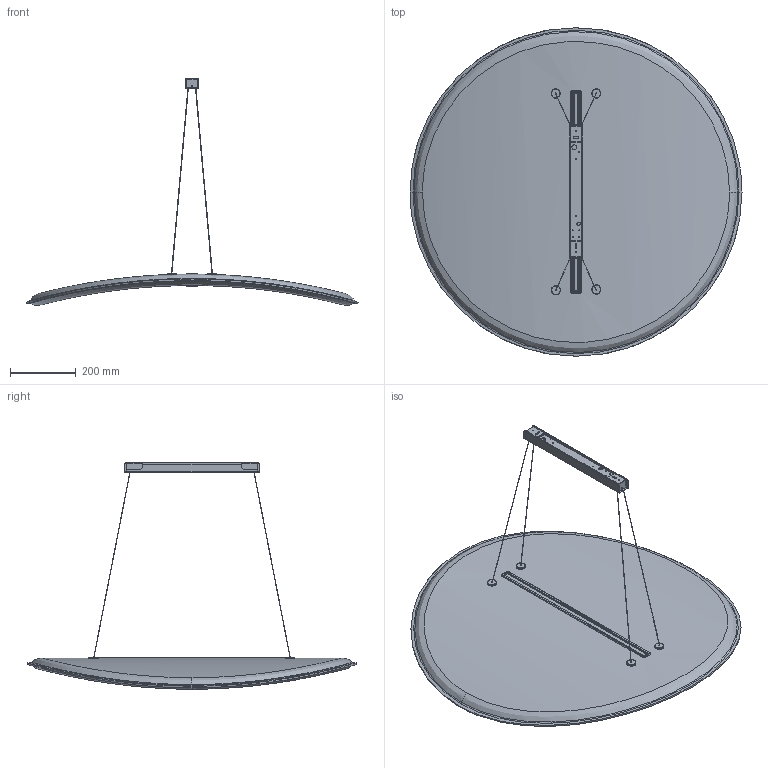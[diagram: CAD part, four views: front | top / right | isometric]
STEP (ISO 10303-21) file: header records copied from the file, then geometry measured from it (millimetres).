
FILE_DESCRIPTION(/* description */ ('Unknown'),/* implementation_level */ '2;1');
FILE_NAME(/* name */ '8901',/* time_stamp */ '2019-06-10T13:59:24+02:00',/* author */ ('Unknown'),/* organization */ ('Unknown'),/* preprocessor_version */ 'ST-DEVELOPER v16.7',/* originating_system */ 'DEX',/* authorisation */ $);
FILE_SCHEMA (('AUTOMOTIVE_DESIGN {1 0 10303 214 3 1 1}'));
Length unit declared in the file: millimetre
Products named in the file (12): 8901-8904-8907; 091000003210; 156000282130; 061000298130; 156000283130; 067000085352; 064000218358_L604,5; 153000248999_oa_0; 153000248999_1; 151001458130; CAVOACCIAIO; R3956-1
Assembly tree (20 placements, depth 3):
  8901-8904-8907
    091000003210
    156000282130
    061000298130  x4
    156000283130
    067000085352  x4
    064000218358_L604,5  x2
    153000248999_oa_0
      153000248999_1
    151001458130
    CAVOACCIAIO  x2
    R3956-1  x2
Bounding box: 1010.98 x 1000 x 690.33 mm (x, y, z)
Volume: 26059610.3 mm3; surface area: 2037253 mm2
Topology: 19 solids, 19 shells, 696 faces, 1824 edges, 1190 vertices
Faces by surface type: plane 410, cylinder 256, torus 16, bspline 10, cone 4
Full cylindrical faces by diameter (mm): 1 x6, 2.459 x2, 2.7 x7, 3 x4, 3.242 x4, 3.5 x4, 4 x3, 10.5 x1, 15 x1, 25.4 x4, 26.4 x4, 28 x4
Entity records: 16822 total; most frequent: CARTESIAN_POINT 4951, DIRECTION 2219, ORIENTED_EDGE 2100, EDGE_CURVE 1050, AXIS2_PLACEMENT_3D 759, LINE 701, VECTOR 701, VERTEX_POINT 693
